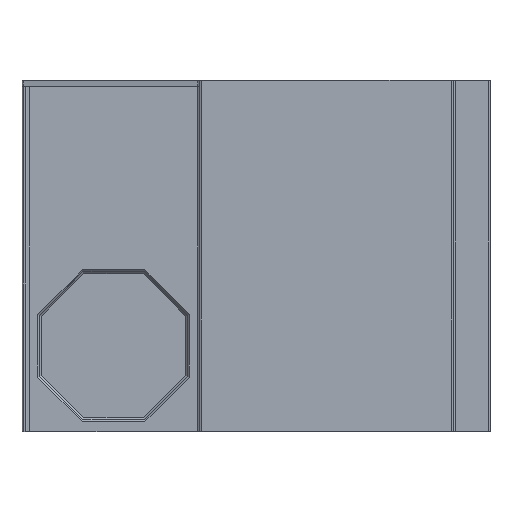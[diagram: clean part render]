
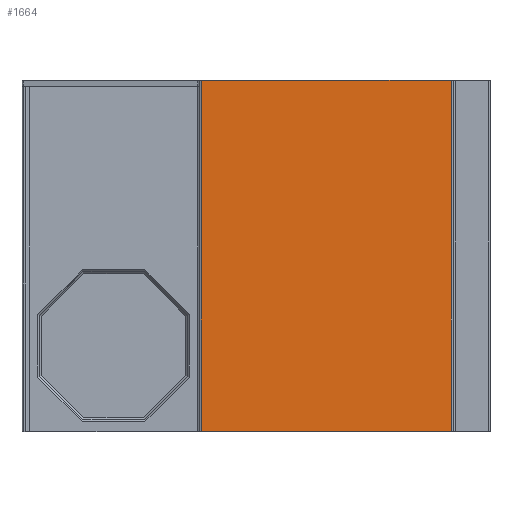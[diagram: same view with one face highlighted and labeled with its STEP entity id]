
A CAD part, top view. The second image highlights one B-rep face of the part: STEP entity #1664.
In plain terms, the highlighted planar face has unit normal (0, 0, 1).
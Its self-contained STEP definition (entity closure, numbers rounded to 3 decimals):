
#574 = VERTEX_POINT('',#575);
#575 = CARTESIAN_POINT('',(-2.,-90.5,3.));
#582 = EDGE_CURVE('',#574,#583,#585,.T.);
#583 = VERTEX_POINT('',#584);
#584 = CARTESIAN_POINT('',(127.,-90.5,3.));
#585 = LINE('',#586,#587);
#586 = CARTESIAN_POINT('',(-3.,-90.5,3.));
#587 = VECTOR('',#588,1.);
#588 = DIRECTION('',(1.,0.,0.));
#1620 = VERTEX_POINT('',#1621);
#1621 = CARTESIAN_POINT('',(-2.,90.5,3.));
#1628 = EDGE_CURVE('',#1620,#574,#1629,.T.);
#1629 = LINE('',#1630,#1631);
#1630 = CARTESIAN_POINT('',(-2.,90.5,3.));
#1631 = VECTOR('',#1632,1.);
#1632 = DIRECTION('',(0.,-1.,0.));
#1664 = ADVANCED_FACE('',(#1665),#1683,.T.);
#1665 = FACE_BOUND('',#1666,.T.);
#1666 = EDGE_LOOP('',(#1667,#1675,#1676,#1677));
#1667 = ORIENTED_EDGE('',*,*,#1668,.F.);
#1668 = EDGE_CURVE('',#1620,#1669,#1671,.T.);
#1669 = VERTEX_POINT('',#1670);
#1670 = CARTESIAN_POINT('',(127.,90.5,3.));
#1671 = LINE('',#1672,#1673);
#1672 = CARTESIAN_POINT('',(-3.,90.5,3.));
#1673 = VECTOR('',#1674,1.);
#1674 = DIRECTION('',(1.,0.,0.));
#1675 = ORIENTED_EDGE('',*,*,#1628,.T.);
#1676 = ORIENTED_EDGE('',*,*,#582,.T.);
#1677 = ORIENTED_EDGE('',*,*,#1678,.F.);
#1678 = EDGE_CURVE('',#1669,#583,#1679,.T.);
#1679 = LINE('',#1680,#1681);
#1680 = CARTESIAN_POINT('',(127.,90.5,3.));
#1681 = VECTOR('',#1682,1.);
#1682 = DIRECTION('',(0.,-1.,0.));
#1683 = PLANE('',#1684);
#1684 = AXIS2_PLACEMENT_3D('',#1685,#1686,#1687);
#1685 = CARTESIAN_POINT('',(-3.,90.5,3.));
#1686 = DIRECTION('',(0.,0.,1.));
#1687 = DIRECTION('',(1.,0.,0.));
